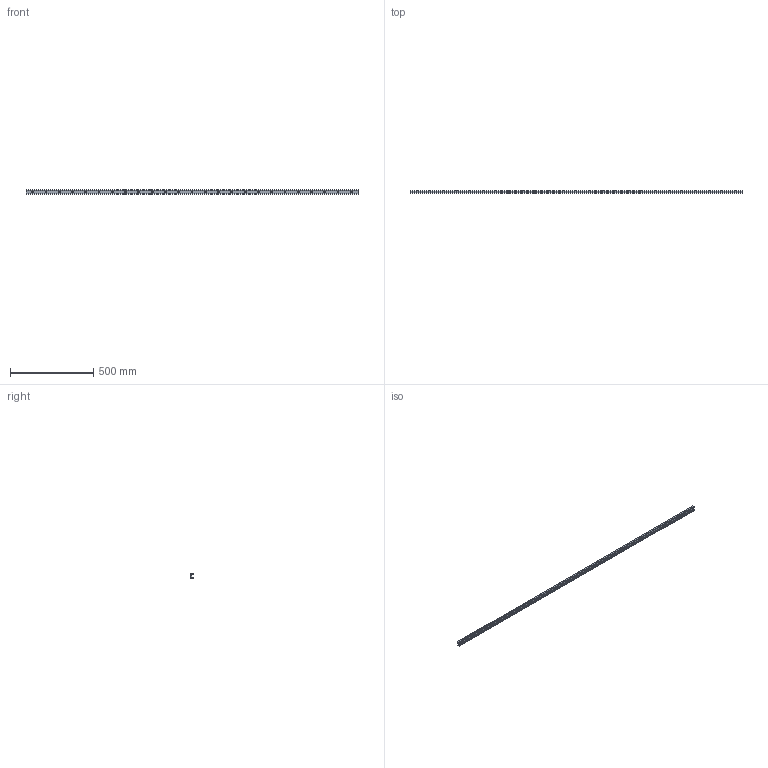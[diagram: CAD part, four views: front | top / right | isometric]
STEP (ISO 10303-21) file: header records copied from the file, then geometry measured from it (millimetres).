
FILE_DESCRIPTION((''),'2;1');
FILE_NAME('LCX 28H-2000.C.stp','2016-04-28T08:29:08',('MRathmann'),(''),'Autodesk Inventor 2012','Autodesk Inventor 2012','');
FILE_SCHEMA(('CONFIG_CONTROL_DESIGN'));
Length unit declared in the file: millimetre
Products named in the file (1): LCX 28H-2000.C
Bounding box: 2000 x 12.3 x 28 mm (x, y, z)
Volume: 323380.3 mm3; surface area: 193917.4 mm2
Topology: 1 solids, 1 shells, 99 faces, 241 edges, 169 vertices
Faces by surface type: cylinder 61, plane 38
Full cylindrical faces by diameter (mm): 6.4 x25, 11 x25
Entity records: 2648 total; most frequent: DIRECTION 488, CARTESIAN_POINT 410, ORIENTED_EDGE 332, EDGE_LOOP 224, AXIS2_PLACEMENT_3D 222, EDGE_CURVE 166, VERTEX_POINT 144, FACE_BOUND 125
